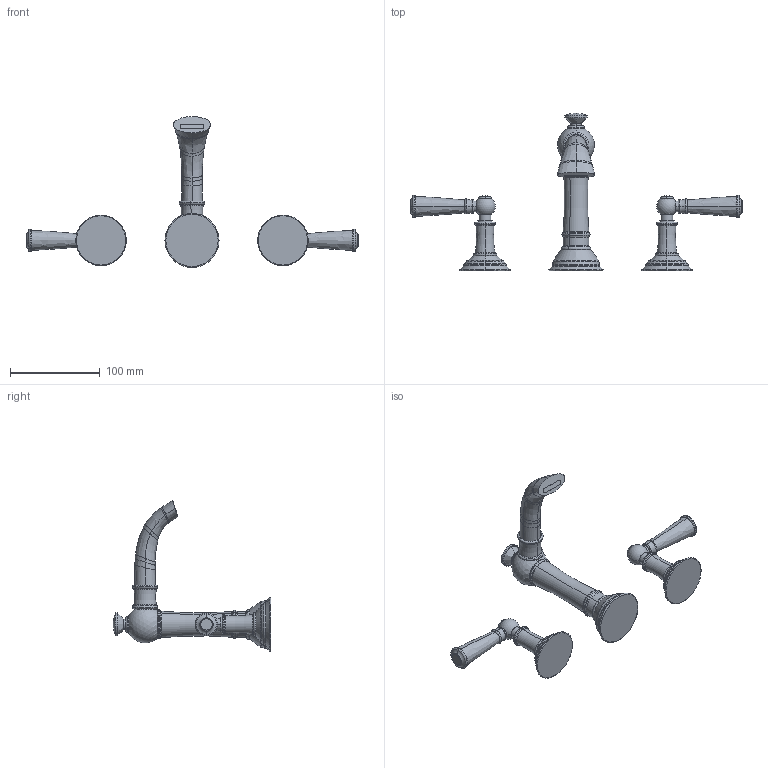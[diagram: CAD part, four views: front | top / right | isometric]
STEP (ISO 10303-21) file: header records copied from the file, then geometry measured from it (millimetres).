
FILE_DESCRIPTION((''),'2;1');
FILE_NAME('2410','2020-11-27T10:58:25',('jinson.thomas'),(''),'CREO PARAMETRIC BY PTC INC, 2018400','CREO PARAMETRIC BY PTC INC, 2018400','');
FILE_SCHEMA(('CONFIG_CONTROL_DESIGN'));
Length unit declared in the file: inch
Products named in the file (1): 2410
Bounding box: 370.84 x 176.07 x 168.54 mm (x, y, z)
Volume: 331973.1 mm3; surface area: 63097.8 mm2
Topology: 3 solids, 3 shells, 283 faces, 614 edges, 344 vertices
Faces by surface type: torus 144, bspline 46, cylinder 44, plane 31, sphere 12, cone 6
Entity records: 9705 total; most frequent: CARTESIAN_POINT 3476, DIRECTION 1491, ORIENTED_EDGE 1200, AXIS2_PLACEMENT_3D 709, EDGE_CURVE 600, CIRCLE 472, VERTEX_POINT 344, EDGE_LOOP 304
